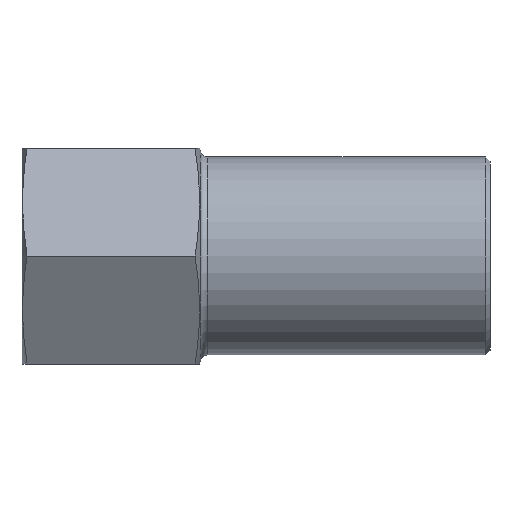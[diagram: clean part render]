
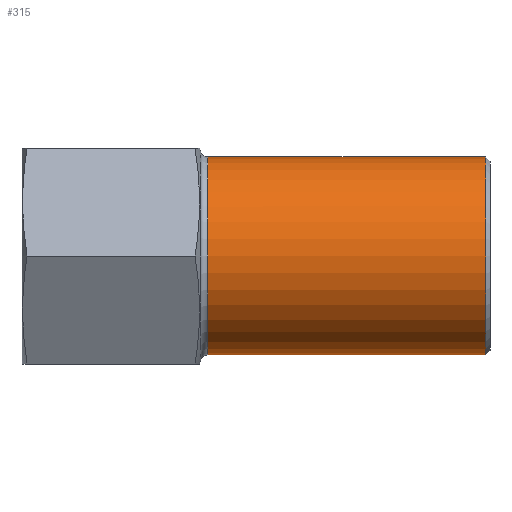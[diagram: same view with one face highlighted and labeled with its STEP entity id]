
A CAD part, front view. The second image highlights one B-rep face of the part: STEP entity #315.
In plain terms, the highlighted cylindrical face has radius 11 mm (diameter 22 mm), a full revolution.
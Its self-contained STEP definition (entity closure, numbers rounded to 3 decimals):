
#46=LINE('',#495,#60);
#60=VECTOR('',#406,11.);
#74=CYLINDRICAL_SURFACE('',#358,11.);
#78=FACE_OUTER_BOUND('',#96,.T.);
#96=EDGE_LOOP('',(#223,#224,#225,#226,#227,#228));
#116=CIRCLE('',#353,11.);
#120=CIRCLE('',#357,11.);
#121=CIRCLE('',#359,11.);
#122=CIRCLE('',#360,11.);
#136=VERTEX_POINT('',#484);
#137=VERTEX_POINT('',#485);
#140=VERTEX_POINT('',#494);
#141=VERTEX_POINT('',#496);
#169=EDGE_CURVE('',#136,#137,#116,.T.);
#173=EDGE_CURVE('',#137,#136,#120,.T.);
#174=EDGE_CURVE('',#137,#140,#46,.T.);
#175=EDGE_CURVE('',#141,#140,#121,.T.);
#176=EDGE_CURVE('',#140,#141,#122,.T.);
#223=ORIENTED_EDGE('',*,*,#169,.F.);
#224=ORIENTED_EDGE('',*,*,#173,.F.);
#225=ORIENTED_EDGE('',*,*,#174,.T.);
#226=ORIENTED_EDGE('',*,*,#175,.F.);
#227=ORIENTED_EDGE('',*,*,#176,.F.);
#228=ORIENTED_EDGE('',*,*,#174,.F.);
#315=ADVANCED_FACE('',(#78),#74,.T.);
#353=AXIS2_PLACEMENT_3D('',#486,#394,#395);
#357=AXIS2_PLACEMENT_3D('',#492,#402,#403);
#358=AXIS2_PLACEMENT_3D('',#493,#404,#405);
#359=AXIS2_PLACEMENT_3D('',#497,#407,#408);
#360=AXIS2_PLACEMENT_3D('',#498,#409,#410);
#394=DIRECTION('center_axis',(-1.,0.,0.));
#395=DIRECTION('ref_axis',(0.,0.,-1.));
#402=DIRECTION('center_axis',(-1.,0.,0.));
#403=DIRECTION('ref_axis',(0.,0.,-1.));
#404=DIRECTION('center_axis',(-1.,0.,0.));
#405=DIRECTION('ref_axis',(0.,0.,1.));
#406=DIRECTION('',(1.,0.,0.));
#407=DIRECTION('center_axis',(1.,0.,0.));
#408=DIRECTION('ref_axis',(0.,0.,-1.));
#409=DIRECTION('center_axis',(1.,0.,0.));
#410=DIRECTION('ref_axis',(0.,0.,-1.));
#484=CARTESIAN_POINT('',(2.614,0.,11.));
#485=CARTESIAN_POINT('',(2.614,0.,-11.));
#486=CARTESIAN_POINT('Origin',(2.614,0.,0.));
#492=CARTESIAN_POINT('Origin',(2.614,0.,0.));
#493=CARTESIAN_POINT('Origin',(18.,0.,0.));
#494=CARTESIAN_POINT('',(33.5,0.,-11.));
#495=CARTESIAN_POINT('',(18.,0.,-11.));
#496=CARTESIAN_POINT('',(33.5,0.,11.));
#497=CARTESIAN_POINT('Origin',(33.5,0.,0.));
#498=CARTESIAN_POINT('Origin',(33.5,0.,0.));
